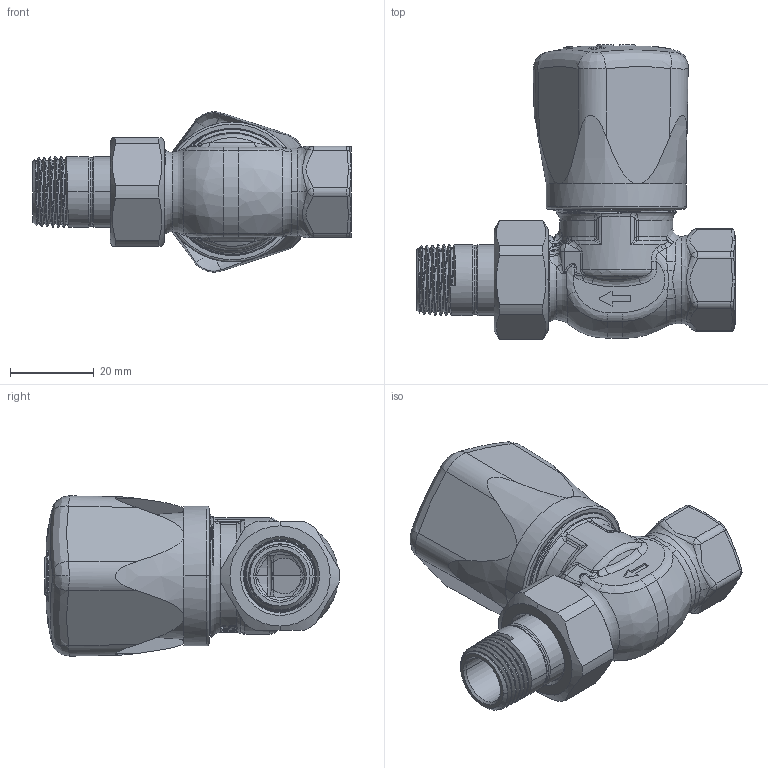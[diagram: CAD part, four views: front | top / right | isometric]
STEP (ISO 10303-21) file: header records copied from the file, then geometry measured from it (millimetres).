
FILE_DESCRIPTION((''),'2;1');
FILE_NAME('50131-910','2016-05-30T',('marann'),(''),'PRO/ENGINEER BY PARAMETRIC TECHNOLOGY CORPORATION, 2011490','PRO/ENGINEER BY PARAMETRIC TECHNOLOGY CORPORATION, 2011490','');
FILE_SCHEMA(('CONFIG_CONTROL_DESIGN'));
Products named in the file (1): 50131-910
Bounding box: 76.25 x 70.64 x 38.39 mm (x, y, z)
Volume: 21482 mm3; surface area: 25750.9 mm2
Topology: 1 solids, 2 shells, 900 faces, 2302 edges, 1419 vertices
Faces by surface type: bspline 286, plane 261, cylinder 186, cone 94, torus 50, sphere 23
Entity records: 50527 total; most frequent: CARTESIAN_POINT 31294, ORIENTED_EDGE 4580, DIRECTION 3246, EDGE_CURVE 2290, VERTEX_POINT 1414, AXIS2_PLACEMENT_3D 1275, B_SPLINE_CURVE_WITH_KNOTS 932, EDGE_LOOP 924
